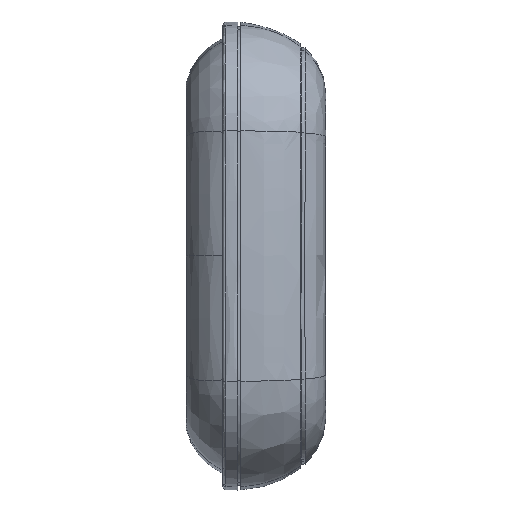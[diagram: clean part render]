
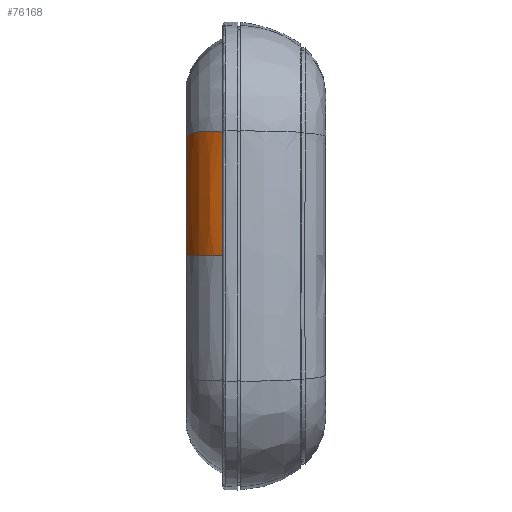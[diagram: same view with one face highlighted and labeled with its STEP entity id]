
A CAD part, left-side view. The second image highlights one B-rep face of the part: STEP entity #76168.
In plain terms, the highlighted free-form (B-spline) face has degree [3, 3] with [7, 7] control points.
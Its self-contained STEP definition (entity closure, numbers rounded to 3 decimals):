
#810 = CARTESIAN_POINT ( 'NONE',  ( -13.109, 6.429, 7.226 ) ) ;
#1588 = CARTESIAN_POINT ( 'NONE',  ( -11.454, 7.911, 4.872 ) ) ;
#1833 = CARTESIAN_POINT ( 'NONE',  ( -13.741, 5.776, 0. ) ) ;
#3688 = CARTESIAN_POINT ( 'NONE',  ( -13.585, 5.384, 8.763 ) ) ;
#4229 = CARTESIAN_POINT ( 'NONE',  ( -10.138, 8.25, 8.652 ) ) ;
#4837 = ORIENTED_EDGE ( 'NONE', *, *, #46695, .F. ) ;
#6720 = CARTESIAN_POINT ( 'NONE',  ( -11.561, 7.911, 0.73 ) ) ;
#7124 = CARTESIAN_POINT ( 'NONE',  ( -10.431, 8.26, 0.712 ) ) ;
#7516 = CARTESIAN_POINT ( 'NONE',  ( -10.803, 8.173, 2.366 ) ) ;
#7900 = CARTESIAN_POINT ( 'NONE',  ( -12.881, 6.429, 9.795 ) ) ;
#8287 = CARTESIAN_POINT ( 'NONE',  ( -11.542, 7.911, 2.384 ) ) ;
#8884 = CARTESIAN_POINT ( 'NONE',  ( -13.898, 5.425, 0.801 ) ) ;
#9624 = CARTESIAN_POINT ( 'NONE',  ( -13.831, 5.384, 4.642 ) ) ;
#10036 = B_SPLINE_CURVE_WITH_KNOTS ( 'NONE', 3,
 ( #37831, #1833, #62329, #69018, #67478, #50079, #31888 ),
 .UNSPECIFIED., .F., .F.,
 ( 4, 1, 1, 1, 4 ),
 ( -0.001, 0.25, 0.5, 0.75, 1. ),
 .UNSPECIFIED. ) ;
#10520 = VERTEX_POINT ( 'NONE', #61485 ) ;
#13063 = CARTESIAN_POINT ( 'NONE',  ( -10.031, 8.26, 9.369 ) ) ;
#13463 = CARTESIAN_POINT ( 'NONE',  ( -12.284, 7.274, 7.302 ) ) ;
#13845 = CARTESIAN_POINT ( 'NONE',  ( -10.335, 8.26, 4.849 ) ) ;
#14226 = CARTESIAN_POINT ( 'NONE',  ( -12.544, 7.274, 0.742 ) ) ;
#16503 = CARTESIAN_POINT ( 'NONE',  ( -10.08, 8.25, 9.309 ) ) ;
#16859 = ORIENTED_EDGE ( 'NONE', *, *, #28401, .F. ) ;
#17266 = CARTESIAN_POINT ( 'NONE',  ( -10.08, 8.25, 9.309 ) ) ;
#19004 = CARTESIAN_POINT ( 'NONE',  ( -12.543, 7.274, -0.097 ) ) ;
#19788 = CARTESIAN_POINT ( 'NONE',  ( -12.967, 6.429, 8.914 ) ) ;
#23978 = CARTESIAN_POINT ( 'NONE',  ( -13.308, 5.776, 9.654 ) ) ;
#24928 = CARTESIAN_POINT ( 'NONE',  ( -13.756, 5.75, 0.743 ) ) ;
#27465 = CARTESIAN_POINT ( 'NONE',  ( -13.882, 5.425, 2.355 ) ) ;
#27817 = CARTESIAN_POINT ( 'NONE',  ( -13.503, 5.384, 9.697 ) ) ;
#28032 = VERTEX_POINT ( 'NONE', #58190 ) ;
#28401 = EDGE_CURVE ( 'NONE', #72873, #28032, #68655, .T. ) ;
#28755 = CARTESIAN_POINT ( 'NONE',  ( -10.475, 8.25, 0.777 ) ) ;
#30457 = FACE_OUTER_BOUND ( 'NONE', #36069, .T. ) ;
#30857 = CARTESIAN_POINT ( 'NONE',  ( -11.309, 7.911, 7.303 ) ) ;
#31728 = B_SPLINE_SURFACE_WITH_KNOTS ( 'NONE', 3, 3, ( 
 ( #54579, #39684, #63803, #9624, #33751, #3688, #27817 ),
 ( #42722, #24928, #55773, #38354, #49056, #66838, #73952 ),
 ( #44280, #67623, #61699, #37584, #810, #19788, #7900 ),
 ( #19004, #14226, #61305, #55386, #13463, #49835, #60907 ),
 ( #48649, #6720, #8287, #1588, #30857, #73568, #37189 ),
 ( #50221, #32028, #7516, #62468, #32421, #73175, #43910 ),
 ( #43124, #7124, #67228, #13845, #72769, #43516, #13063 ) ),
 .UNSPECIFIED., .F., .F., .F.,
 ( 4, 1, 1, 1, 4 ),
 ( 4, 1, 1, 1, 4 ),
 ( -0.011, 0.25, 0.5, 0.75, 1.01 ),
 ( -0.001, 0.025, 0.049, 0.074, 0.1 ),
 .UNSPECIFIED. ) ;
#31888 = CARTESIAN_POINT ( 'NONE',  ( -10.475, 8.25, 0. ) ) ;
#32028 = CARTESIAN_POINT ( 'NONE',  ( -10.819, 8.173, 0.718 ) ) ;
#32421 = CARTESIAN_POINT ( 'NONE',  ( -10.583, 8.173, 7.269 ) ) ;
#33751 = CARTESIAN_POINT ( 'NONE',  ( -13.711, 5.384, 7.033 ) ) ;
#36069 = EDGE_LOOP ( 'NONE', ( #4837, #75946, #44706, #16859 ) ) ;
#36538 = EDGE_CURVE ( 'NONE', #52266, #10520, #10036, .T. ) ;
#37189 = CARTESIAN_POINT ( 'NONE',  ( -11.105, 7.911, 9.595 ) ) ;
#37584 = CARTESIAN_POINT ( 'NONE',  ( -13.253, 6.429, 4.788 ) ) ;
#37831 = CARTESIAN_POINT ( 'NONE',  ( -13.898, 5.425, 0. ) ) ;
#38354 = CARTESIAN_POINT ( 'NONE',  ( -13.663, 5.75, 4.7 ) ) ;
#39684 = CARTESIAN_POINT ( 'NONE',  ( -13.916, 5.384, 0.739 ) ) ;
#40284 = B_SPLINE_CURVE_WITH_KNOTS ( 'NONE', 3,
 ( #63834, #57137, #63071, #44493, #27465, #8884, #51965 ),
 .UNSPECIFIED., .F., .F.,
 ( 4, 1, 1, 1, 4 ),
 ( 0., 0.002, 0.005, 0.007, 0.01 ),
 .UNSPECIFIED. ) ;
#40291 = CARTESIAN_POINT ( 'NONE',  ( -13.898, 5.425, 0. ) ) ;
#40355 = EDGE_CURVE ( 'NONE', #28032, #52266, #40284, .T. ) ;
#41763 = CARTESIAN_POINT ( 'NONE',  ( -12.879, 6.44, 9.703 ) ) ;
#42722 = CARTESIAN_POINT ( 'NONE',  ( -13.756, 5.75, -0.097 ) ) ;
#43124 = CARTESIAN_POINT ( 'NONE',  ( -10.43, 8.26, -0.093 ) ) ;
#43516 = CARTESIAN_POINT ( 'NONE',  ( -10.09, 8.26, 8.697 ) ) ;
#43910 = CARTESIAN_POINT ( 'NONE',  ( -10.399, 8.173, 9.45 ) ) ;
#44280 = CARTESIAN_POINT ( 'NONE',  ( -13.356, 6.429, -0.097 ) ) ;
#44493 = CARTESIAN_POINT ( 'NONE',  ( -13.812, 5.425, 4.649 ) ) ;
#44706 = ORIENTED_EDGE ( 'NONE', *, *, #40355, .F. ) ;
#44767 = B_SPLINE_CURVE_WITH_KNOTS ( 'NONE', 3,
 ( #46549, #28755, #70664, #75441, #45770, #4229, #16503 ),
 .UNSPECIFIED., .F., .F.,
 ( 4, 1, 1, 1, 4 ),
 ( 0., 0.002, 0.005, 0.007, 0.009 ),
 .UNSPECIFIED. ) ;
#45770 = CARTESIAN_POINT ( 'NONE',  ( -10.249, 8.25, 7.221 ) ) ;
#46549 = CARTESIAN_POINT ( 'NONE',  ( -10.475, 8.25, 0. ) ) ;
#46695 = EDGE_CURVE ( 'NONE', #10520, #72873, #44767, .T. ) ;
#48649 = CARTESIAN_POINT ( 'NONE',  ( -11.56, 7.911, -0.095 ) ) ;
#49056 = CARTESIAN_POINT ( 'NONE',  ( -13.533, 5.75, 7.111 ) ) ;
#49835 = CARTESIAN_POINT ( 'NONE',  ( -12.143, 7.274, 8.925 ) ) ;
#50079 = CARTESIAN_POINT ( 'NONE',  ( -10.848, 8.163, 0. ) ) ;
#50221 = CARTESIAN_POINT ( 'NONE',  ( -10.818, 8.173, -0.094 ) ) ;
#51965 = CARTESIAN_POINT ( 'NONE',  ( -13.898, 5.425, 0. ) ) ;
#52266 = VERTEX_POINT ( 'NONE', #40291 ) ;
#54579 = CARTESIAN_POINT ( 'NONE',  ( -13.916, 5.384, -0.096 ) ) ;
#55386 = CARTESIAN_POINT ( 'NONE',  ( -12.434, 7.274, 4.855 ) ) ;
#55773 = CARTESIAN_POINT ( 'NONE',  ( -13.739, 5.75, 2.345 ) ) ;
#57137 = CARTESIAN_POINT ( 'NONE',  ( -13.569, 5.425, 8.71 ) ) ;
#58190 = CARTESIAN_POINT ( 'NONE',  ( -13.49, 5.425, 9.606 ) ) ;
#59567 = CARTESIAN_POINT ( 'NONE',  ( -13.49, 5.425, 9.606 ) ) ;
#60907 = CARTESIAN_POINT ( 'NONE',  ( -12.06, 7.274, 9.744 ) ) ;
#61305 = CARTESIAN_POINT ( 'NONE',  ( -12.524, 7.274, 2.393 ) ) ;
#61485 = CARTESIAN_POINT ( 'NONE',  ( -10.475, 8.25, 0. ) ) ;
#61699 = CARTESIAN_POINT ( 'NONE',  ( -13.338, 6.429, 2.377 ) ) ;
#62329 = CARTESIAN_POINT ( 'NONE',  ( -13.346, 6.44, 0. ) ) ;
#62468 = CARTESIAN_POINT ( 'NONE',  ( -10.719, 8.173, 4.859 ) ) ;
#63071 = CARTESIAN_POINT ( 'NONE',  ( -13.693, 5.425, 7.014 ) ) ;
#63652 = CARTESIAN_POINT ( 'NONE',  ( -10.434, 8.163, 9.383 ) ) ;
#63803 = CARTESIAN_POINT ( 'NONE',  ( -13.901, 5.384, 2.322 ) ) ;
#63834 = CARTESIAN_POINT ( 'NONE',  ( -13.49, 5.425, 9.606 ) ) ;
#66838 = CARTESIAN_POINT ( 'NONE',  ( -13.4, 5.75, 8.829 ) ) ;
#67228 = CARTESIAN_POINT ( 'NONE',  ( -10.415, 8.26, 2.355 ) ) ;
#67478 = CARTESIAN_POINT ( 'NONE',  ( -11.573, 7.902, 0. ) ) ;
#67623 = CARTESIAN_POINT ( 'NONE',  ( -13.357, 6.429, 0.747 ) ) ;
#68655 = B_SPLINE_CURVE_WITH_KNOTS ( 'NONE', 3,
 ( #17266, #63652, #77769, #69961, #41763, #23978, #59567 ),
 .UNSPECIFIED., .F., .F.,
 ( 4, 1, 1, 1, 4 ),
 ( 0., 0.25, 0.499, 0.749, 1. ),
 .UNSPECIFIED. ) ;
#69018 = CARTESIAN_POINT ( 'NONE',  ( -12.543, 7.274, 0. ) ) ;
#69961 = CARTESIAN_POINT ( 'NONE',  ( -12.069, 7.274, 9.659 ) ) ;
#70664 = CARTESIAN_POINT ( 'NONE',  ( -10.459, 8.25, 2.389 ) ) ;
#71831 = CARTESIAN_POINT ( 'NONE',  ( -10.08, 8.25, 9.309 ) ) ;
#72769 = CARTESIAN_POINT ( 'NONE',  ( -10.203, 8.26, 7.247 ) ) ;
#72873 = VERTEX_POINT ( 'NONE', #71831 ) ;
#73175 = CARTESIAN_POINT ( 'NONE',  ( -10.463, 8.173, 8.751 ) ) ;
#73568 = CARTESIAN_POINT ( 'NONE',  ( -11.178, 7.911, 8.846 ) ) ;
#73952 = CARTESIAN_POINT ( 'NONE',  ( -13.316, 5.75, 9.746 ) ) ;
#75441 = CARTESIAN_POINT ( 'NONE',  ( -10.379, 8.25, 4.85 ) ) ;
#75946 = ORIENTED_EDGE ( 'NONE', *, *, #36538, .F. ) ;
#76168 = ADVANCED_FACE ( 'NONE', ( #30457 ), #31728, .F. ) ;
#77769 = CARTESIAN_POINT ( 'NONE',  ( -11.125, 7.902, 9.52 ) ) ;
